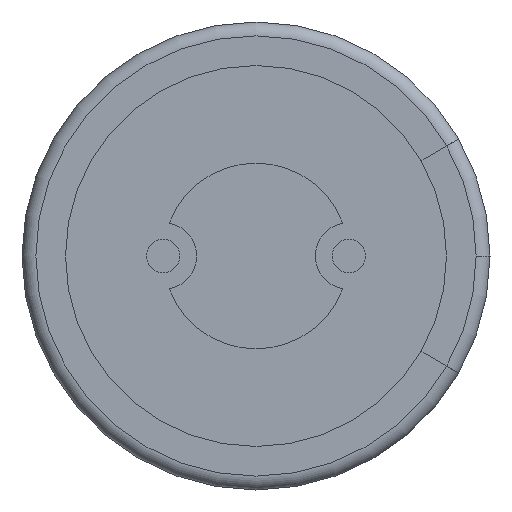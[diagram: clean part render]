
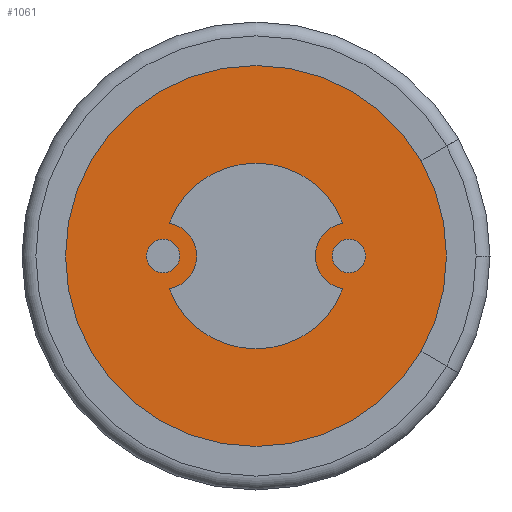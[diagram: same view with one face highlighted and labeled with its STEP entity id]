
A CAD part, front view. The second image highlights one B-rep face of the part: STEP entity #1061.
In plain terms, the highlighted planar face has unit normal (0, -1, 0).
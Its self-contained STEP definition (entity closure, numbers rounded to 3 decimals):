
#20 = AXIS2_PLACEMENT_3D ( 'NONE', #1114, #1995, #897 ) ;
#67 = EDGE_CURVE ( 'NONE', #1094, #1843, #335, .T. ) ;
#86 = ORIENTED_EDGE ( 'NONE', *, *, #1715, .T. ) ;
#124 = AXIS2_PLACEMENT_3D ( 'NONE', #391, #1477, #2036 ) ;
#128 = CARTESIAN_POINT ( 'NONE',  ( -1.169, 0.95, -0.443 ) ) ;
#152 = CARTESIAN_POINT ( 'NONE',  ( 2.564, 0.95, 0. ) ) ;
#155 = EDGE_CURVE ( 'NONE', #1314, #1608, #1399, .T. ) ;
#168 = CARTESIAN_POINT ( 'NONE',  ( 1.169, 0.95, -0.443 ) ) ;
#194 = DIRECTION ( 'NONE',  ( 1., 0., 0. ) ) ;
#225 = CIRCLE ( 'NONE', #1585, 2.564 ) ;
#234 = DIRECTION ( 'NONE',  ( 0., -1., 0. ) ) ;
#335 = CIRCLE ( 'NONE', #2263, 2.564 ) ;
#375 = CARTESIAN_POINT ( 'NONE',  ( 0., 0.95, 0. ) ) ;
#391 = CARTESIAN_POINT ( 'NONE',  ( -1.25, 0.95, 0. ) ) ;
#403 = DIRECTION ( 'NONE',  ( -1., 0., 0. ) ) ;
#472 = CARTESIAN_POINT ( 'NONE',  ( 0., 0.95, 1.25 ) ) ;
#525 = EDGE_LOOP ( 'NONE', ( #529, #1116, #86 ) ) ;
#529 = ORIENTED_EDGE ( 'NONE', *, *, #1943, .T. ) ;
#542 = CARTESIAN_POINT ( 'NONE',  ( -1.169, 0.95, 0.443 ) ) ;
#558 = CIRCLE ( 'NONE', #124, 0.45 ) ;
#571 = CARTESIAN_POINT ( 'NONE',  ( 2.22, 0.95, 1.282 ) ) ;
#627 = EDGE_CURVE ( 'NONE', #1314, #2169, #664, .T. ) ;
#664 = CIRCLE ( 'NONE', #20, 0.45 ) ;
#712 = DIRECTION ( 'NONE',  ( 1., 0., 0. ) ) ;
#765 = DIRECTION ( 'NONE',  ( 1., 0., 0. ) ) ;
#770 = DIRECTION ( 'NONE',  ( 0., -1., 0. ) ) ;
#841 = ORIENTED_EDGE ( 'NONE', *, *, #2186, .F. ) ;
#897 = DIRECTION ( 'NONE',  ( -1., 0., 0. ) ) ;
#936 = AXIS2_PLACEMENT_3D ( 'NONE', #1639, #234, #194 ) ;
#963 = DIRECTION ( 'NONE',  ( -1., 0., 0. ) ) ;
#978 = ORIENTED_EDGE ( 'NONE', *, *, #2208, .F. ) ;
#980 = CARTESIAN_POINT ( 'NONE',  ( 0., 0.95, 0. ) ) ;
#1010 = EDGE_CURVE ( 'NONE', #1608, #2112, #2107, .T. ) ;
#1061 = ADVANCED_FACE ( 'NONE', ( #2137, #1746 ), #1733, .F. ) ;
#1062 = CIRCLE ( 'NONE', #936, 2.564 ) ;
#1094 = VERTEX_POINT ( 'NONE', #1926 ) ;
#1114 = CARTESIAN_POINT ( 'NONE',  ( 1.25, 0.95, 0. ) ) ;
#1116 = ORIENTED_EDGE ( 'NONE', *, *, #67, .T. ) ;
#1129 = CARTESIAN_POINT ( 'NONE',  ( 1.169, 0.95, 0.443 ) ) ;
#1134 = CARTESIAN_POINT ( 'NONE',  ( 0., 0.95, 0. ) ) ;
#1165 = DIRECTION ( 'NONE',  ( -1., 0., 0. ) ) ;
#1169 = AXIS2_PLACEMENT_3D ( 'NONE', #1551, #1367, #1360 ) ;
#1203 = ORIENTED_EDGE ( 'NONE', *, *, #155, .F. ) ;
#1305 = DIRECTION ( 'NONE',  ( 0., -1., 0. ) ) ;
#1314 = VERTEX_POINT ( 'NONE', #1129 ) ;
#1321 = VERTEX_POINT ( 'NONE', #571 ) ;
#1360 = DIRECTION ( 'NONE',  ( -1., 0., 0. ) ) ;
#1367 = DIRECTION ( 'NONE',  ( 0., 1., 0. ) ) ;
#1399 = CIRCLE ( 'NONE', #2095, 1.25 ) ;
#1477 = DIRECTION ( 'NONE',  ( 0., 1., 0. ) ) ;
#1546 = EDGE_LOOP ( 'NONE', ( #841, #2217, #1203, #2125, #978 ) ) ;
#1551 = CARTESIAN_POINT ( 'NONE',  ( 0., 0.95, 0. ) ) ;
#1585 = AXIS2_PLACEMENT_3D ( 'NONE', #2146, #1602, #712 ) ;
#1602 = DIRECTION ( 'NONE',  ( 0., -1., 0. ) ) ;
#1608 = VERTEX_POINT ( 'NONE', #472 ) ;
#1639 = CARTESIAN_POINT ( 'NONE',  ( 0., 0.95, 0. ) ) ;
#1715 = EDGE_CURVE ( 'NONE', #1843, #1321, #225, .T. ) ;
#1733 = PLANE ( 'NONE',  #1169 ) ;
#1735 = CIRCLE ( 'NONE', #1752, 1.25 ) ;
#1746 = FACE_OUTER_BOUND ( 'NONE', #525, .T. ) ;
#1752 = AXIS2_PLACEMENT_3D ( 'NONE', #2211, #1305, #403 ) ;
#1843 = VERTEX_POINT ( 'NONE', #152 ) ;
#1926 = CARTESIAN_POINT ( 'NONE',  ( 2.22, 0.95, -1.282 ) ) ;
#1943 = EDGE_CURVE ( 'NONE', #1321, #1094, #1062, .T. ) ;
#1995 = DIRECTION ( 'NONE',  ( 0., -1., 0. ) ) ;
#2036 = DIRECTION ( 'NONE',  ( -1., 0., 0. ) ) ;
#2075 = AXIS2_PLACEMENT_3D ( 'NONE', #980, #2252, #1165 ) ;
#2095 = AXIS2_PLACEMENT_3D ( 'NONE', #1134, #770, #963 ) ;
#2104 = VERTEX_POINT ( 'NONE', #128 ) ;
#2107 = CIRCLE ( 'NONE', #2075, 1.25 ) ;
#2112 = VERTEX_POINT ( 'NONE', #542 ) ;
#2125 = ORIENTED_EDGE ( 'NONE', *, *, #627, .T. ) ;
#2137 = FACE_BOUND ( 'NONE', #1546, .T. ) ;
#2146 = CARTESIAN_POINT ( 'NONE',  ( 0., 0.95, 0. ) ) ;
#2169 = VERTEX_POINT ( 'NONE', #168 ) ;
#2186 = EDGE_CURVE ( 'NONE', #2112, #2104, #558, .T. ) ;
#2208 = EDGE_CURVE ( 'NONE', #2104, #2169, #1735, .T. ) ;
#2211 = CARTESIAN_POINT ( 'NONE',  ( 0., 0.95, 0. ) ) ;
#2213 = DIRECTION ( 'NONE',  ( 0., -1., 0. ) ) ;
#2217 = ORIENTED_EDGE ( 'NONE', *, *, #1010, .F. ) ;
#2252 = DIRECTION ( 'NONE',  ( 0., -1., 0. ) ) ;
#2263 = AXIS2_PLACEMENT_3D ( 'NONE', #375, #2213, #765 ) ;
